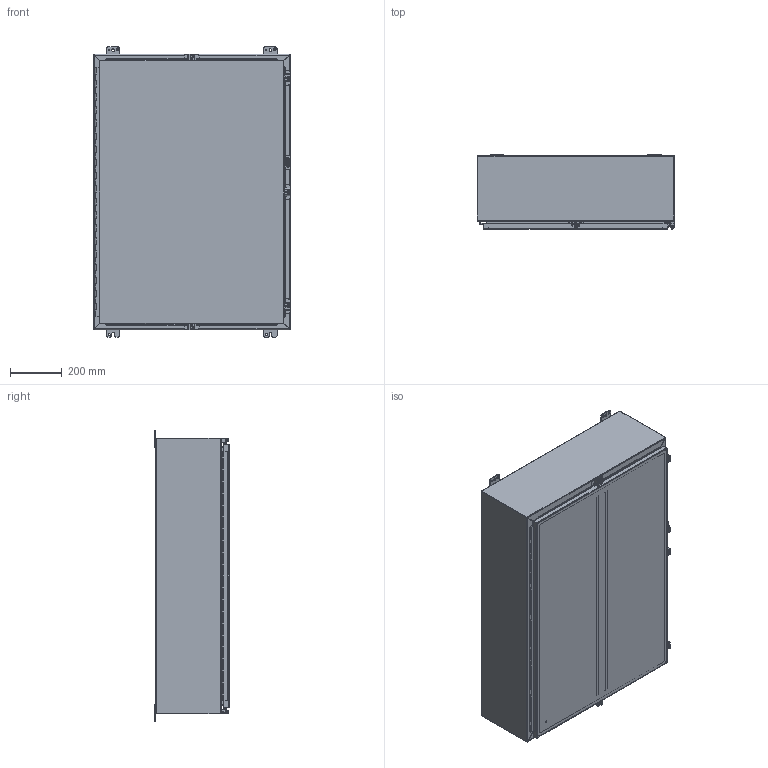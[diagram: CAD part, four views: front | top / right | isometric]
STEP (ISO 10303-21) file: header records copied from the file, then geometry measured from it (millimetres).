
FILE_DESCRIPTION (( 'STEP AP203' ), '1' );
FILE_NAME ('1418N4S16O10_Default.step', '2019-11-01T18:29:42', ( 'ADC123' ), ( 'Microsoft' ), 'SwSTEP 2.0', 'SolidWorks 2019', '' );
FILE_SCHEMA (( 'CONFIG_CONTROL_DESIGN' ));
Length unit declared in the file: inch
Products named in the file (1): 1418N4S16O10_Default
Bounding box: 763.6 x 288.93 x 1123.95 mm (x, y, z)
Volume: 7309101.8 mm3; surface area: 7455675.9 mm2
Topology: 49 solids, 49 shells, 1721 faces, 4488 edges, 2924 vertices
Faces by surface type: plane 936, cylinder 621, bspline 164
Entity records: 59445 total; most frequent: CARTESIAN_POINT 17290, ORIENTED_EDGE 8976, DIRECTION 8426, EDGE_CURVE 4488, VERTEX_POINT 2924, VECTOR 2862, LINE 2862, AXIS2_PLACEMENT_3D 2782
